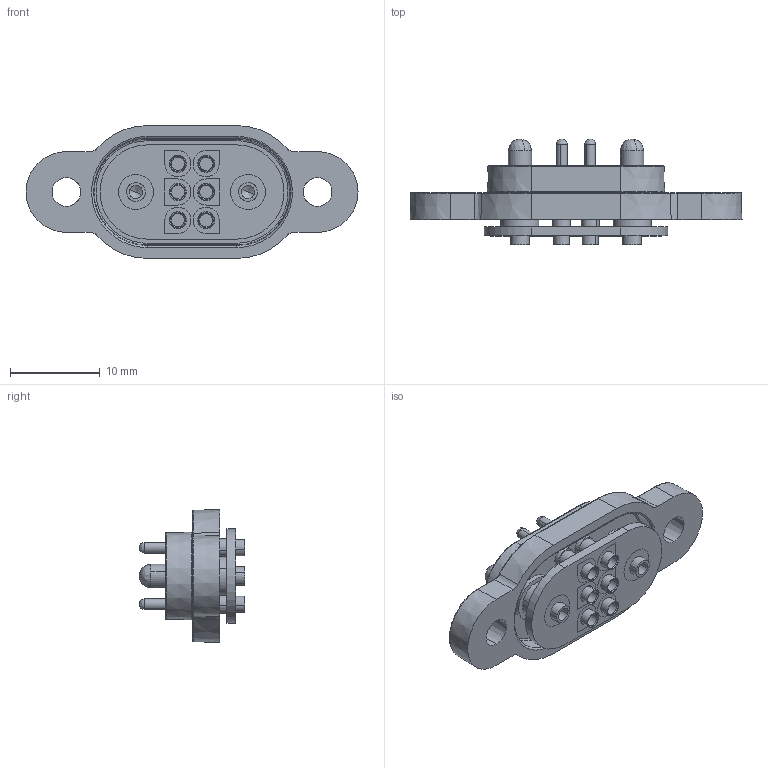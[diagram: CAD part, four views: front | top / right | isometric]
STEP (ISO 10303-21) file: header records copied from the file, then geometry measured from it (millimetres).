
FILE_DESCRIPTION (( 'STEP AP214' ), '1' );
FILE_NAME ('UEBK-30398.STEP', '2023-03-31T18:35:03', ( '' ), ( '' ), 'SwSTEP 2.0', 'SolidWorks 2022', '' );
FILE_SCHEMA (( 'AUTOMOTIVE_DESIGN' ));
Length unit declared in the file: millimetre
Products named in the file (1): UEBK-30398
Bounding box: 37 x 11.8 x 14.8 mm (x, y, z)
Volume: 1599.5 mm3; surface area: 2873.1 mm2
Topology: 10 solids, 16 shells, 452 faces, 992 edges, 606 vertices
Faces by surface type: cylinder 200, plane 106, cone 98, bspline 44, torus 4
Entity records: 18145 total; most frequent: CARTESIAN_POINT 2973, DIRECTION 2294, ORIENTED_EDGE 1936, EDGE_CURVE 968, AXIS2_PLACEMENT_3D 959, VERTEX_POINT 606, CIRCLE 550, EDGE_LOOP 546
